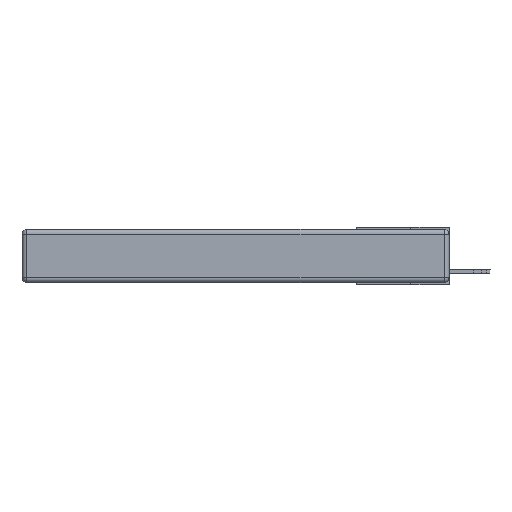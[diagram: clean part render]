
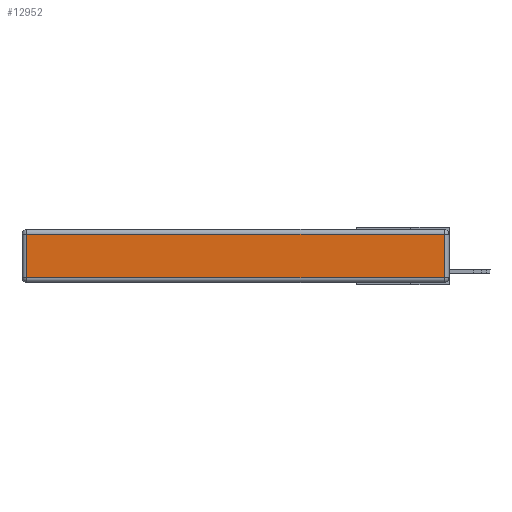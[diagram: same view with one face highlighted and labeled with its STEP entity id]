
A CAD part, left-side view. The second image highlights one B-rep face of the part: STEP entity #12952.
In plain terms, the highlighted planar face has unit normal (-1, 0, 0).
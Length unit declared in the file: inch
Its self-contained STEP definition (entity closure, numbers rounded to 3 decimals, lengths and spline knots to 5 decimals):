
#274 = VERTEX_POINT ( 'NONE', #11498 ) ;
#540 = VECTOR ( 'NONE', #11026, 39.37008 ) ;
#607 = CARTESIAN_POINT ( 'NONE',  ( 0., 0.03, -0.03 ) ) ;
#679 = CARTESIAN_POINT ( 'NONE',  ( 0., 0., -0.343 ) ) ;
#1307 = LINE ( 'NONE', #1531, #6967 ) ;
#1511 = LINE ( 'NONE', #8869, #5146 ) ;
#1531 = CARTESIAN_POINT ( 'NONE',  ( 0., 0.03, -0.343 ) ) ;
#1896 = DIRECTION ( 'NONE',  ( 0., 0., 1. ) ) ;
#2394 = AXIS2_PLACEMENT_3D ( 'NONE', #679, #12600, #1896 ) ;
#2698 = VERTEX_POINT ( 'NONE', #10506 ) ;
#2727 = EDGE_CURVE ( 'NONE', #2698, #12554, #5793, .T. ) ;
#2919 = FACE_OUTER_BOUND ( 'NONE', #7586, .T. ) ;
#3454 = VECTOR ( 'NONE', #4256, 39.37008 ) ;
#4256 = DIRECTION ( 'NONE',  ( 0., -1., 0. ) ) ;
#4644 = EDGE_CURVE ( 'NONE', #6785, #274, #7022, .T. ) ;
#5146 = VECTOR ( 'NONE', #7732, 39.37008 ) ;
#5793 = LINE ( 'NONE', #8419, #3454 ) ;
#5953 = ORIENTED_EDGE ( 'NONE', *, *, #2727, .T. ) ;
#6608 = ORIENTED_EDGE ( 'NONE', *, *, #11576, .T. ) ;
#6785 = VERTEX_POINT ( 'NONE', #607 ) ;
#6967 = VECTOR ( 'NONE', #9139, 39.37008 ) ;
#7022 = LINE ( 'NONE', #9943, #540 ) ;
#7055 = PLANE ( 'NONE',  #2394 ) ;
#7090 = ORIENTED_EDGE ( 'NONE', *, *, #10627, .T. ) ;
#7586 = EDGE_LOOP ( 'NONE', ( #5953, #6608, #12610, #7090 ) ) ;
#7732 = DIRECTION ( 'NONE',  ( 0., 0., -1. ) ) ;
#8419 = CARTESIAN_POINT ( 'NONE',  ( 0., 0., -0.313 ) ) ;
#8554 = CARTESIAN_POINT ( 'NONE',  ( 0., 0.03, -0.313 ) ) ;
#8869 = CARTESIAN_POINT ( 'NONE',  ( 0., 2.72, -0.343 ) ) ;
#9139 = DIRECTION ( 'NONE',  ( 0., 0., 1. ) ) ;
#9943 = CARTESIAN_POINT ( 'NONE',  ( 0., 2.75, -0.03 ) ) ;
#10506 = CARTESIAN_POINT ( 'NONE',  ( 0., 2.72, -0.313 ) ) ;
#10627 = EDGE_CURVE ( 'NONE', #274, #2698, #1511, .T. ) ;
#11026 = DIRECTION ( 'NONE',  ( 0., 1., 0. ) ) ;
#11498 = CARTESIAN_POINT ( 'NONE',  ( 0., 2.72, -0.03 ) ) ;
#11576 = EDGE_CURVE ( 'NONE', #12554, #6785, #1307, .T. ) ;
#12554 = VERTEX_POINT ( 'NONE', #8554 ) ;
#12600 = DIRECTION ( 'NONE',  ( -1., 0., 0. ) ) ;
#12610 = ORIENTED_EDGE ( 'NONE', *, *, #4644, .T. ) ;
#12952 = ADVANCED_FACE ( 'NONE', ( #2919 ), #7055, .T. ) ;
